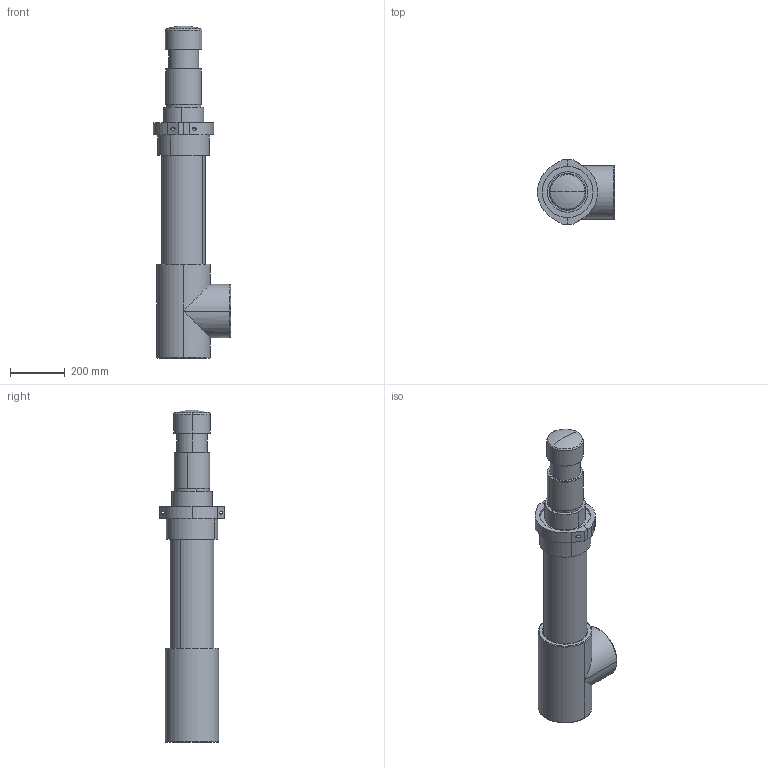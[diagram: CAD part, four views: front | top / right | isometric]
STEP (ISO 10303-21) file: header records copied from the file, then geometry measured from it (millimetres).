
FILE_DESCRIPTION (( 'STEP AP214' ), '1' );
FILE_NAME ('EB-klep 160.STEP', '2018-04-16T12:32:26', ( '' ), ( '' ), 'SwSTEP 2.0', 'SolidWorks 2014', '' );
FILE_SCHEMA (( 'AUTOMOTIVE_DESIGN' ));
Length unit declared in the file: millimetre
Products named in the file (26): 216233-a016; 3_40_072; 19226 DSNU-25-200-P-A---(0)_Standard; DIN-439-B - M10x1_25(F)_HI; 19226 DSNU-25-200-P---(A---00--0-KS)_HI; DIN-439-B - M22x1_5(F); 19226 DSNU-25-200-P---(A----0-ZR)_HI; 216233-a005; 216233-a004; 3_05_115; 3_05_127; 216233-a019; 216233-a003; 216233-a007; 3_90_110; 216233-a009; 3_55_110; 2_01_160; 216233-a002; 216233-a001; 216233-a008; EB-klep 160; 216233-a006; 216233-a017; 1_40_120
Assembly tree (26 placements, depth 4):
  EB-klep 160
    216233-a003
      216233-a002
      3_55_110
      3_90_110
    216233-a006
      3_05_127
      216233-a004
      216233-a005
      19226 DSNU-25-200-P-A---(0)_Standard
        19226 DSNU-25-200-P---(A----0-ZR)_HI
        DIN-439-B - M22x1_5(F)
        19226 DSNU-25-200-P---(A---00--0-KS)_HI
        DIN-439-B - M10x1_25(F)_HI
      3_40_072
      216233-a017
        216233-a016
        1_40_120
        216233-a017
    216233-a009
      216233-a008
      216233-a001
      2_01_160
    216233-a007  x2
    216233-a019
    3_05_115
Bounding box: 281.5 x 236 x 1212.4 mm (x, y, z)
Volume: 10513109.8 mm3; surface area: 2364601.3 mm2
Topology: 23 solids, 23 shells, 513 faces, 1238 edges, 762 vertices
Faces by surface type: cylinder 212, plane 158, cone 60, torus 59, sphere 24
Entity records: 16274 total; most frequent: CARTESIAN_POINT 3505, DIRECTION 2715, ORIENTED_EDGE 2256, AXIS2_PLACEMENT_3D 1153, EDGE_CURVE 1128, VERTEX_POINT 700, CIRCLE 628, EDGE_LOOP 548
